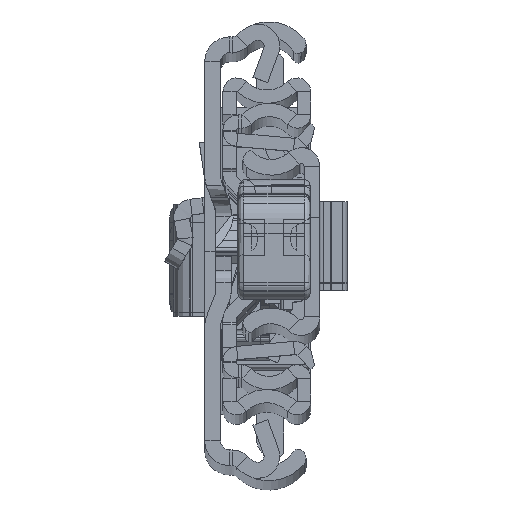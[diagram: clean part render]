
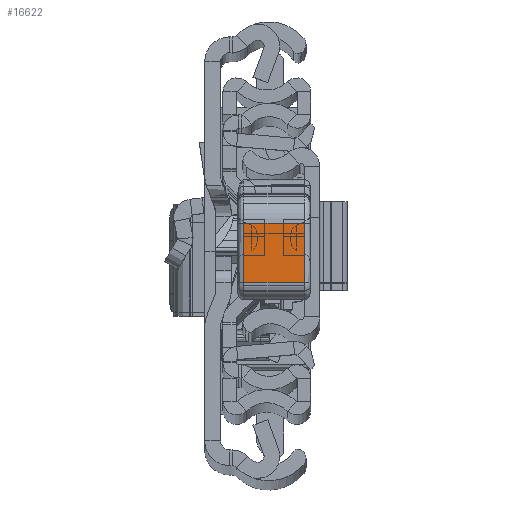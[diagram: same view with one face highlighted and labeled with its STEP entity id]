
A CAD part, top view. The second image highlights one B-rep face of the part: STEP entity #16622.
In plain terms, the highlighted face is planar.
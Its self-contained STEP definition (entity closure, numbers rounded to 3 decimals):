
#976 = VERTEX_POINT ( 'NONE', #6459 ) ;
#1218 = EDGE_LOOP ( 'NONE', ( #18274, #14278, #19891, #10755 ) ) ;
#1417 = LINE ( 'NONE', #27907, #26494 ) ;
#2294 = DIRECTION ( 'NONE',  ( 0., 0., -1. ) ) ;
#3883 = VERTEX_POINT ( 'NONE', #27283 ) ;
#5471 = AXIS2_PLACEMENT_3D ( 'NONE', #28490, #8709, #5897 ) ;
#5706 = FACE_OUTER_BOUND ( 'NONE', #1218, .T. ) ;
#5897 = DIRECTION ( 'NONE',  ( -0.027, -1., 0. ) ) ;
#6459 = CARTESIAN_POINT ( 'NONE',  ( 39.818, -2.465, 10. ) ) ;
#6977 = CARTESIAN_POINT ( 'NONE',  ( 39.55, -12.274, 10. ) ) ;
#8040 = DIRECTION ( 'NONE',  ( -0.027, -1., 0. ) ) ;
#8709 = DIRECTION ( 'NONE',  ( -1., 0.027, 0. ) ) ;
#10519 = DIRECTION ( 'NONE',  ( 0.027, 1., 0. ) ) ;
#10755 = ORIENTED_EDGE ( 'NONE', *, *, #35701, .T. ) ;
#10768 = CARTESIAN_POINT ( 'NONE',  ( 39.818, -2.465, 11. ) ) ;
#11405 = CARTESIAN_POINT ( 'NONE',  ( 39.55, -12.274, 0. ) ) ;
#12058 = VECTOR ( 'NONE', #36916, 1000. ) ;
#13493 = CARTESIAN_POINT ( 'NONE',  ( 39.55, -12.274, 0. ) ) ;
#14278 = ORIENTED_EDGE ( 'NONE', *, *, #36922, .T. ) ;
#14291 = LINE ( 'NONE', #10768, #12058 ) ;
#15430 = EDGE_CURVE ( 'NONE', #3883, #976, #14291, .T. ) ;
#16622 = ADVANCED_FACE ( 'NONE', ( #5706 ), #17111, .F. ) ;
#16962 = VERTEX_POINT ( 'NONE', #30718 ) ;
#17111 = PLANE ( 'NONE',  #5471 ) ;
#17963 = EDGE_CURVE ( 'NONE', #16962, #28302, #1417, .T. ) ;
#18274 = ORIENTED_EDGE ( 'NONE', *, *, #17963, .T. ) ;
#19891 = ORIENTED_EDGE ( 'NONE', *, *, #15430, .T. ) ;
#24921 = VECTOR ( 'NONE', #8040, 1000. ) ;
#26494 = VECTOR ( 'NONE', #2294, 1000. ) ;
#27283 = CARTESIAN_POINT ( 'NONE',  ( 39.818, -2.465, 0. ) ) ;
#27300 = VECTOR ( 'NONE', #10519, 1000. ) ;
#27907 = CARTESIAN_POINT ( 'NONE',  ( 39.55, -12.274, 11. ) ) ;
#28302 = VERTEX_POINT ( 'NONE', #11405 ) ;
#28490 = CARTESIAN_POINT ( 'NONE',  ( 39.55, -12.274, 11. ) ) ;
#30642 = LINE ( 'NONE', #6977, #24921 ) ;
#30718 = CARTESIAN_POINT ( 'NONE',  ( 39.55, -12.274, 10. ) ) ;
#35701 = EDGE_CURVE ( 'NONE', #976, #16962, #30642, .T. ) ;
#36125 = LINE ( 'NONE', #13493, #27300 ) ;
#36916 = DIRECTION ( 'NONE',  ( 0., 0., 1. ) ) ;
#36922 = EDGE_CURVE ( 'NONE', #28302, #3883, #36125, .T. ) ;
